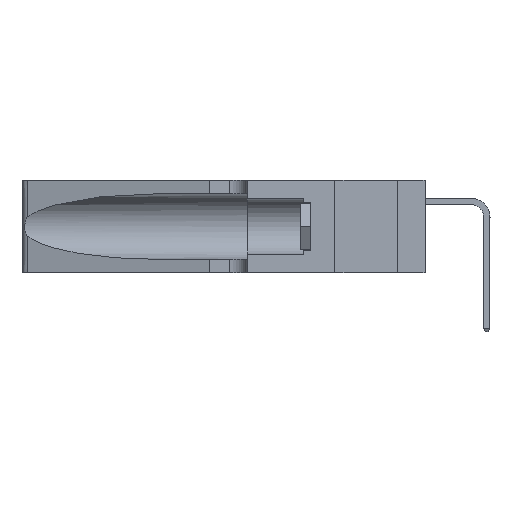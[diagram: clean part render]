
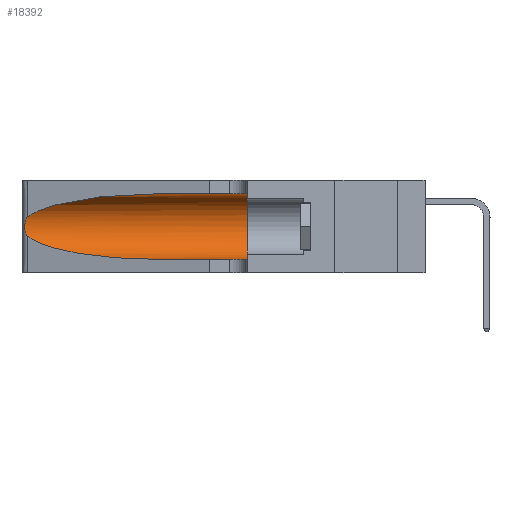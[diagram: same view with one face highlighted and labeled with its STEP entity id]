
A CAD part, left-side view. The second image highlights one B-rep face of the part: STEP entity #18392.
In plain terms, the highlighted cylindrical face has radius 3.308 mm (diameter 6.617 mm), a partial arc.
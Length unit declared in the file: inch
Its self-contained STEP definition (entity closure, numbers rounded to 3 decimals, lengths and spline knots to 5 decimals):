
#809 = CARTESIAN_POINT ( 'NONE',  ( 0.25487, 1.22718, 0.22369 ) ) ;
#933 = CARTESIAN_POINT ( 'NONE',  ( 0.1305, 0.35, 0.185 ) ) ;
#952 = EDGE_CURVE ( 'NONE', #40831, #38521, #15596, .T. ) ;
#2086 = CARTESIAN_POINT ( 'NONE',  ( 0.1305, 0.72297, 0.31525 ) ) ;
#2369 = CYLINDRICAL_SURFACE ( 'NONE', #18689, 0.13025 ) ;
#2372 = ORIENTED_EDGE ( 'NONE', *, *, #952, .T. ) ;
#2578 = EDGE_CURVE ( 'NONE', #26128, #7130, #24633, .T. ) ;
#3603 = CARTESIAN_POINT ( 'NONE',  ( 0.2373, 1.15595, 0.28018 ) ) ;
#4170 = CARTESIAN_POINT ( 'NONE',  ( 0.25854, 1.2359, 0.20912 ) ) ;
#4302 = DIRECTION ( 'NONE',  ( 0., 0., 1. ) ) ;
#6586 = CARTESIAN_POINT ( 'NONE',  ( 0.1305, 1.61858, 0.185 ) ) ;
#7130 = VERTEX_POINT ( 'NONE', #13296 ) ;
#7542 = CARTESIAN_POINT ( 'NONE',  ( 0.26075, 1.23896, 0.19203 ) ) ;
#7689 =( BOUNDED_CURVE ( )  B_SPLINE_CURVE ( 3, ( #17187, #37162, #33955, #13961 ),
 .UNSPECIFIED., .F., .F. ) 
 B_SPLINE_CURVE_WITH_KNOTS ( ( 4, 4 ),
 ( 3.44316, 4.71239 ),
 .UNSPECIFIED. ) 
 CURVE ( )  GEOMETRIC_REPRESENTATION_ITEM ( )  RATIONAL_B_SPLINE_CURVE ( ( 1., 0.87, 0.87, 1. ) ) 
 REPRESENTATION_ITEM ( '' )  );
#7882 = AXIS2_PLACEMENT_3D ( 'NONE', #933, #24397, #4302 ) ;
#9326 = EDGE_CURVE ( 'NONE', #14343, #26128, #40100, .T. ) ;
#9971 = DIRECTION ( 'NONE',  ( 0., 0., -1. ) ) ;
#10198 = CARTESIAN_POINT ( 'NONE',  ( 0.1305, 0.72297, 0.31525 ) ) ;
#10902 = CARTESIAN_POINT ( 'NONE',  ( 0.26017, 1.23833, 0.17102 ) ) ;
#12059 = EDGE_LOOP ( 'NONE', ( #15189, #29045, #37050, #2372, #27822, #24736 ) ) ;
#12702 = CARTESIAN_POINT ( 'NONE',  ( 0.1305, 1.61858, 0.05475 ) ) ;
#13296 = CARTESIAN_POINT ( 'NONE',  ( 0.25487, 1.22718, 0.14631 ) ) ;
#13961 = CARTESIAN_POINT ( 'NONE',  ( 0.1305, 0.72297, 0.05475 ) ) ;
#14308 = CARTESIAN_POINT ( 'NONE',  ( 0.25789, 1.23486, 0.15765 ) ) ;
#14343 = VERTEX_POINT ( 'NONE', #2086 ) ;
#15189 = ORIENTED_EDGE ( 'NONE', *, *, #9326, .T. ) ;
#15385 = VECTOR ( 'NONE', #42861, 39.37008 ) ;
#15596 = LINE ( 'NONE', #12702, #32316 ) ;
#16733 = DIRECTION ( 'NONE',  ( 0., -1., 0. ) ) ;
#17187 = CARTESIAN_POINT ( 'NONE',  ( 0.25487, 1.22718, 0.14631 ) ) ;
#17474 = LINE ( 'NONE', #26136, #15385 ) ;
#17667 = CARTESIAN_POINT ( 'NONE',  ( 0.25555, 1.22993, 0.14849 ) ) ;
#18299 = CARTESIAN_POINT ( 'NONE',  ( 0.1305, 0.35, 0.05475 ) ) ;
#18392 = ADVANCED_FACE ( 'NONE', ( #29109 ), #2369, .F. ) ;
#18689 = AXIS2_PLACEMENT_3D ( 'NONE', #6586, #16733, #9971 ) ;
#19624 = EDGE_CURVE ( 'NONE', #14343, #19837, #17474, .T. ) ;
#19837 = VERTEX_POINT ( 'NONE', #34565 ) ;
#20349 = CARTESIAN_POINT ( 'NONE',  ( 0.18966, 0.96281, 0.31525 ) ) ;
#22684 = DIRECTION ( 'NONE',  ( 0., -1., 0. ) ) ;
#22687 = CARTESIAN_POINT ( 'NONE',  ( 0.1305, 0.72297, 0.05475 ) ) ;
#24117 = CARTESIAN_POINT ( 'NONE',  ( 0.25555, 1.22994, 0.2215 ) ) ;
#24272 = CARTESIAN_POINT ( 'NONE',  ( 0.25787, 1.23484, 0.2124 ) ) ;
#24397 = DIRECTION ( 'NONE',  ( 0., 1., 0. ) ) ;
#24633 = B_SPLINE_CURVE_WITH_KNOTS ( 'NONE', 3,
 ( #809, #24117, #40852, #24272, #4170, #27622, #7542, #30974, #10902, #34294, #14308, #37645, #17667, #40984 ),
 .UNSPECIFIED., .F., .F.,
 ( 4, 2, 2, 2, 2, 2, 4 ),
 ( 0., 0.00027, 0.00053, 0.00107, 0.0016, 0.00187, 0.00214 ),
 .UNSPECIFIED. ) ;
#24736 = ORIENTED_EDGE ( 'NONE', *, *, #19624, .F. ) ;
#26128 = VERTEX_POINT ( 'NONE', #29949 ) ;
#26136 = CARTESIAN_POINT ( 'NONE',  ( 0.1305, 1.61858, 0.31525 ) ) ;
#27054 = CARTESIAN_POINT ( 'NONE',  ( 0.25487, 1.22718, 0.22369 ) ) ;
#27622 = CARTESIAN_POINT ( 'NONE',  ( 0.26018, 1.23835, 0.19895 ) ) ;
#27822 = ORIENTED_EDGE ( 'NONE', *, *, #39044, .F. ) ;
#29045 = ORIENTED_EDGE ( 'NONE', *, *, #2578, .T. ) ;
#29109 = FACE_OUTER_BOUND ( 'NONE', #12059, .T. ) ;
#29949 = CARTESIAN_POINT ( 'NONE',  ( 0.25487, 1.22718, 0.22369 ) ) ;
#30974 = CARTESIAN_POINT ( 'NONE',  ( 0.26075, 1.23896, 0.178 ) ) ;
#31159 = CIRCLE ( 'NONE', #7882, 0.13025 ) ;
#32237 = EDGE_CURVE ( 'NONE', #7130, #40831, #7689, .T. ) ;
#32316 = VECTOR ( 'NONE', #22684, 39.37008 ) ;
#33955 = CARTESIAN_POINT ( 'NONE',  ( 0.18966, 0.96281, 0.05475 ) ) ;
#34294 = CARTESIAN_POINT ( 'NONE',  ( 0.25856, 1.23593, 0.16098 ) ) ;
#34565 = CARTESIAN_POINT ( 'NONE',  ( 0.1305, 0.35, 0.31525 ) ) ;
#37050 = ORIENTED_EDGE ( 'NONE', *, *, #32237, .T. ) ;
#37162 = CARTESIAN_POINT ( 'NONE',  ( 0.2373, 1.15595, 0.08982 ) ) ;
#37645 = CARTESIAN_POINT ( 'NONE',  ( 0.25639, 1.23186, 0.15144 ) ) ;
#38521 = VERTEX_POINT ( 'NONE', #18299 ) ;
#39044 = EDGE_CURVE ( 'NONE', #19837, #38521, #31159, .T. ) ;
#40100 =( BOUNDED_CURVE ( )  B_SPLINE_CURVE ( 3, ( #10198, #20349, #3603, #27054 ),
 .UNSPECIFIED., .F., .T. ) 
 B_SPLINE_CURVE_WITH_KNOTS ( ( 4, 4 ),
 ( 1.5708, 2.84003 ),
 .UNSPECIFIED. ) 
 CURVE ( )  GEOMETRIC_REPRESENTATION_ITEM ( )  RATIONAL_B_SPLINE_CURVE ( ( 1., 0.87, 0.87, 1. ) ) 
 REPRESENTATION_ITEM ( '' )  );
#40831 = VERTEX_POINT ( 'NONE', #22687 ) ;
#40852 = CARTESIAN_POINT ( 'NONE',  ( 0.25639, 1.23184, 0.21858 ) ) ;
#40984 = CARTESIAN_POINT ( 'NONE',  ( 0.25487, 1.22718, 0.14631 ) ) ;
#42861 = DIRECTION ( 'NONE',  ( 0., -1., 0. ) ) ;
